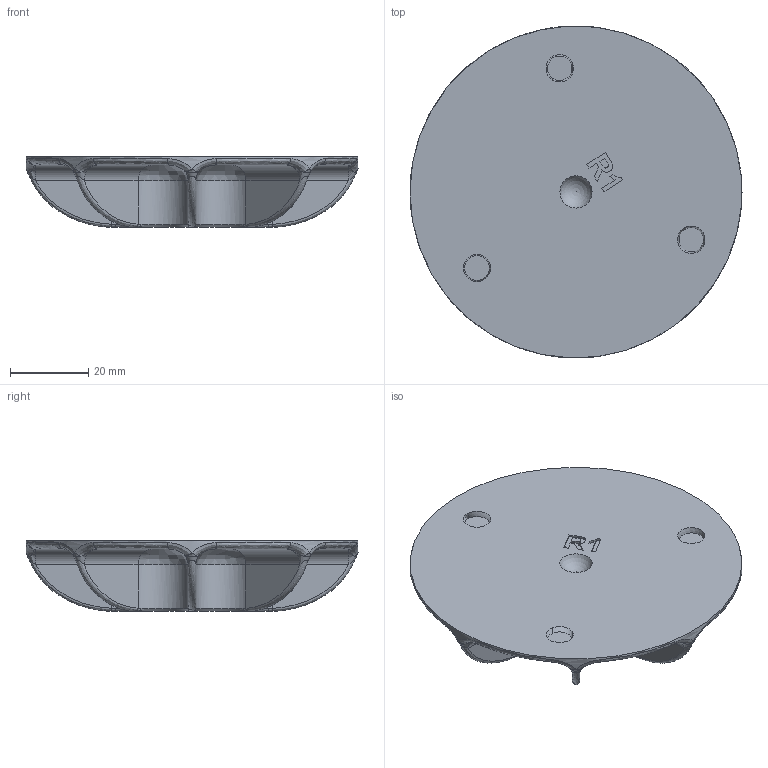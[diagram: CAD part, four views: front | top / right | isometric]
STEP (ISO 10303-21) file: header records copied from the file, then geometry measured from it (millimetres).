
FILE_DESCRIPTION(/* description */ (''),/* implementation_level */ '2;1');
FILE_NAME(/* name */ 'CW1-PROPELLER_TOP.step',/* time_stamp */ '2019-08-13T14:30:02+02:00',/* author */ (''),/* organization */ (''),/* preprocessor_version */ 'ST-DEVELOPER v18',/* originating_system */ 'Autodesk Translation Framework v8.2.0.1029',/* authorisation */ '');
FILE_SCHEMA (('AUTOMOTIVE_DESIGN { 1 0 10303 214 3 1 1 }'));
Length unit declared in the file: millimetre
Products named in the file (1): SLA-turbina-turbinka
Bounding box: 85 x 85 x 18.16 mm (x, y, z)
Volume: 31784.7 mm3; surface area: 17306.2 mm2
Topology: 1 solids, 1 shells, 200 faces, 505 edges, 305 vertices
Faces by surface type: bspline 139, plane 48, cylinder 9, cone 3, sphere 1
Full cylindrical faces by diameter (mm): 85 x1
Entity records: 11121 total; most frequent: CARTESIAN_POINT 6892, ORIENTED_EDGE 992, DIRECTION 721, EDGE_CURVE 496, VERTEX_POINT 305, AXIS2_PLACEMENT_3D 297, EDGE_LOOP 207, FACE_OUTER_BOUND 200
